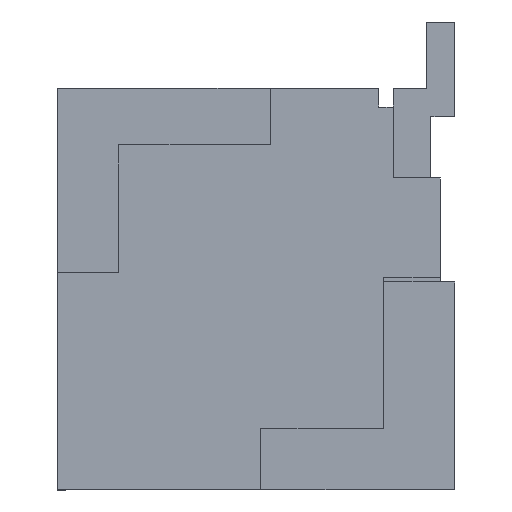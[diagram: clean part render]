
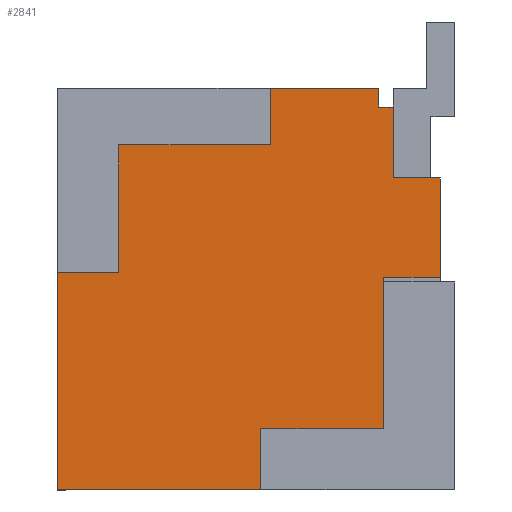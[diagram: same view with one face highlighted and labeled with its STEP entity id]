
A CAD part, left-side view. The second image highlights one B-rep face of the part: STEP entity #2841.
In plain terms, the highlighted planar face has unit normal (-1, 0, 0).
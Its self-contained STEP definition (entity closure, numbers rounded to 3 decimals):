
#25 = CARTESIAN_POINT ( 'NONE',  ( -19.5, 0.425, 0.125 ) ) ;
#31 = CARTESIAN_POINT ( 'NONE',  ( -19.5, 0.475, 3.525 ) ) ;
#171 = DIRECTION ( 'NONE',  ( 0., 1., 0. ) ) ;
#172 = VECTOR ( 'NONE', #171, 1000. ) ;
#173 = CARTESIAN_POINT ( 'NONE',  ( -19.5, 0.325, 3.525 ) ) ;
#174 = LINE ( 'NONE', #173, #172 ) ;
#175 = CARTESIAN_POINT ( 'NONE',  ( -19.5, 0.325, 3.525 ) ) ;
#176 = DIRECTION ( 'NONE',  ( 0., 0., 1. ) ) ;
#177 = VECTOR ( 'NONE', #176, 1000. ) ;
#178 = CARTESIAN_POINT ( 'NONE',  ( -19.5, 0.325, 2.775 ) ) ;
#179 = LINE ( 'NONE', #178, #177 ) ;
#384 = DIRECTION ( 'NONE',  ( 0., 0., 1. ) ) ;
#385 = VECTOR ( 'NONE', #384, 1000. ) ;
#386 = CARTESIAN_POINT ( 'NONE',  ( -19.5, 1.725, -0.525 ) ) ;
#387 = LINE ( 'NONE', #386, #385 ) ;
#423 = DIRECTION ( 'NONE',  ( 0., 0., 1. ) ) ;
#424 = VECTOR ( 'NONE', #423, 1000. ) ;
#425 = CARTESIAN_POINT ( 'NONE',  ( -19.5, -0.175, 3.725 ) ) ;
#426 = LINE ( 'NONE', #425, #424 ) ;
#427 = CARTESIAN_POINT ( 'NONE',  ( -19.5, -0.175, 1.725 ) ) ;
#434 = CARTESIAN_POINT ( 'NONE',  ( -19.5, 3.225, 1.775 ) ) ;
#435 = DIRECTION ( 'NONE',  ( 0., 0., -1. ) ) ;
#436 = VECTOR ( 'NONE', #435, 1000. ) ;
#437 = CARTESIAN_POINT ( 'NONE',  ( -19.5, 3.225, 1.775 ) ) ;
#438 = LINE ( 'NONE', #437, #436 ) ;
#439 = DIRECTION ( 'NONE',  ( 0., 1., 0. ) ) ;
#440 = VECTOR ( 'NONE', #439, 1000. ) ;
#441 = CARTESIAN_POINT ( 'NONE',  ( -19.5, 3.225, 3.125 ) ) ;
#442 = LINE ( 'NONE', #441, #440 ) ;
#443 = CARTESIAN_POINT ( 'NONE',  ( -19.5, 3.875, 1.775 ) ) ;
#444 = DIRECTION ( 'NONE',  ( 0., -1., 0. ) ) ;
#445 = VECTOR ( 'NONE', #444, 1000. ) ;
#446 = CARTESIAN_POINT ( 'NONE',  ( -19.5, 1.725, 0.125 ) ) ;
#447 = LINE ( 'NONE', #446, #445 ) ;
#448 = CARTESIAN_POINT ( 'NONE',  ( -19.5, 0.325, 2.775 ) ) ;
#449 = DIRECTION ( 'NONE',  ( 0., 1., 0. ) ) ;
#450 = VECTOR ( 'NONE', #449, 1000. ) ;
#451 = CARTESIAN_POINT ( 'NONE',  ( -19.5, -0.175, 2.775 ) ) ;
#452 = LINE ( 'NONE', #451, #450 ) ;
#453 = CARTESIAN_POINT ( 'NONE',  ( -19.5, -0.175, 2.775 ) ) ;
#1090 = CARTESIAN_POINT ( 'NONE',  ( -19.5, 1.725, 0.125 ) ) ;
#2651 = ORIENTED_EDGE ( 'NONE', *, *, #2652, .T. ) ;
#2652 = EDGE_CURVE ( 'NONE', #2998, #2653, #7164, .T. ) ;
#2653 = VERTEX_POINT ( 'NONE', #7160 ) ;
#2654 = ORIENTED_EDGE ( 'NONE', *, *, #2655, .T. ) ;
#2655 = EDGE_CURVE ( 'NONE', #2653, #3089, #7159, .T. ) ;
#2656 = ORIENTED_EDGE ( 'NONE', *, *, #2657, .T. ) ;
#2657 = EDGE_CURVE ( 'NONE', #2994, #2658, #7214, .T. ) ;
#2658 = VERTEX_POINT ( 'NONE', #7210 ) ;
#2659 = ORIENTED_EDGE ( 'NONE', *, *, #2660, .F. ) ;
#2660 = EDGE_CURVE ( 'NONE', #2839, #2658, #7208, .T. ) ;
#2664 = EDGE_CURVE ( 'NONE', #3103, #3099, #7261, .T. ) ;
#2665 = ORIENTED_EDGE ( 'NONE', *, *, #2666, .F. ) ;
#2666 = EDGE_CURVE ( 'NONE', #2667, #3099, #7257, .T. ) ;
#2667 = VERTEX_POINT ( 'NONE', #7253 ) ;
#2668 = ORIENTED_EDGE ( 'NONE', *, *, #2669, .T. ) ;
#2669 = EDGE_CURVE ( 'NONE', #2667, #2670, #7252, .T. ) ;
#2670 = VERTEX_POINT ( 'NONE', #7248 ) ;
#2829 = VERTEX_POINT ( 'NONE', #7662 ) ;
#2830 = ORIENTED_EDGE ( 'NONE', *, *, #3100, .T. ) ;
#2831 = VERTEX_POINT ( 'NONE', #7661 ) ;
#2837 = ORIENTED_EDGE ( 'NONE', *, *, #2838, .T. ) ;
#2838 = EDGE_CURVE ( 'NONE', #2839, #2829, #7822, .T. ) ;
#2839 = VERTEX_POINT ( 'NONE', #7818 ) ;
#2841 = ADVANCED_FACE ( 'NONE', ( #7973 ), #7976, .F. ) ;
#2842 = EDGE_LOOP ( 'NONE', ( #2837, #2830, #3101, #3098, #2665, #2668, #3107, #2905, #2651, #2654, #3090, #3093, #3096, #2992, #2656, #2659 ) ) ;
#2905 = ORIENTED_EDGE ( 'NONE', *, *, #3097, .T. ) ;
#2948 = VERTEX_POINT ( 'NONE', #1090 ) ;
#2990 = EDGE_CURVE ( 'NONE', #3095, #2991, #179, .T. ) ;
#2991 = VERTEX_POINT ( 'NONE', #175 ) ;
#2992 = ORIENTED_EDGE ( 'NONE', *, *, #2993, .T. ) ;
#2993 = EDGE_CURVE ( 'NONE', #2991, #2994, #174, .T. ) ;
#2994 = VERTEX_POINT ( 'NONE', #31 ) ;
#2998 = VERTEX_POINT ( 'NONE', #25 ) ;
#3089 = VERTEX_POINT ( 'NONE', #427 ) ;
#3090 = ORIENTED_EDGE ( 'NONE', *, *, #3091, .T. ) ;
#3091 = EDGE_CURVE ( 'NONE', #3089, #3092, #426, .T. ) ;
#3092 = VERTEX_POINT ( 'NONE', #453 ) ;
#3093 = ORIENTED_EDGE ( 'NONE', *, *, #3094, .T. ) ;
#3094 = EDGE_CURVE ( 'NONE', #3092, #3095, #452, .T. ) ;
#3095 = VERTEX_POINT ( 'NONE', #448 ) ;
#3096 = ORIENTED_EDGE ( 'NONE', *, *, #2990, .T. ) ;
#3097 = EDGE_CURVE ( 'NONE', #2948, #2998, #447, .T. ) ;
#3098 = ORIENTED_EDGE ( 'NONE', *, *, #2664, .T. ) ;
#3099 = VERTEX_POINT ( 'NONE', #443 ) ;
#3100 = EDGE_CURVE ( 'NONE', #2829, #2831, #442, .T. ) ;
#3101 = ORIENTED_EDGE ( 'NONE', *, *, #3102, .T. ) ;
#3102 = EDGE_CURVE ( 'NONE', #2831, #3103, #438, .T. ) ;
#3103 = VERTEX_POINT ( 'NONE', #434 ) ;
#3107 = ORIENTED_EDGE ( 'NONE', *, *, #3108, .T. ) ;
#3108 = EDGE_CURVE ( 'NONE', #2670, #2948, #387, .T. ) ;
#7156 = DIRECTION ( 'NONE',  ( 0., -1., 0. ) ) ;
#7157 = VECTOR ( 'NONE', #7156, 1000. ) ;
#7158 = CARTESIAN_POINT ( 'NONE',  ( -19.5, 0.425, 1.725 ) ) ;
#7159 = LINE ( 'NONE', #7158, #7157 ) ;
#7160 = CARTESIAN_POINT ( 'NONE',  ( -19.5, 0.425, 1.725 ) ) ;
#7161 = DIRECTION ( 'NONE',  ( 0., 0., 1. ) ) ;
#7162 = VECTOR ( 'NONE', #7161, 1000. ) ;
#7163 = CARTESIAN_POINT ( 'NONE',  ( -19.5, 0.425, 0.125 ) ) ;
#7164 = LINE ( 'NONE', #7163, #7162 ) ;
#7205 = DIRECTION ( 'NONE',  ( 0., -1., 0. ) ) ;
#7206 = VECTOR ( 'NONE', #7205, 1000. ) ;
#7207 = CARTESIAN_POINT ( 'NONE',  ( -19.5, 3.875, 3.725 ) ) ;
#7208 = LINE ( 'NONE', #7207, #7206 ) ;
#7210 = CARTESIAN_POINT ( 'NONE',  ( -19.5, 0.475, 3.725 ) ) ;
#7211 = DIRECTION ( 'NONE',  ( 0., 0., 1. ) ) ;
#7212 = VECTOR ( 'NONE', #7211, 1000. ) ;
#7213 = CARTESIAN_POINT ( 'NONE',  ( -19.5, 0.475, 3.525 ) ) ;
#7214 = LINE ( 'NONE', #7213, #7212 ) ;
#7248 = CARTESIAN_POINT ( 'NONE',  ( -19.5, 1.725, -0.525 ) ) ;
#7249 = DIRECTION ( 'NONE',  ( 0., -1., 0. ) ) ;
#7250 = VECTOR ( 'NONE', #7249, 1000. ) ;
#7251 = CARTESIAN_POINT ( 'NONE',  ( -19.5, 3.875, -0.525 ) ) ;
#7252 = LINE ( 'NONE', #7251, #7250 ) ;
#7253 = CARTESIAN_POINT ( 'NONE',  ( -19.5, 3.875, -0.525 ) ) ;
#7254 = DIRECTION ( 'NONE',  ( 0., 0., 1. ) ) ;
#7255 = VECTOR ( 'NONE', #7254, 1000. ) ;
#7256 = CARTESIAN_POINT ( 'NONE',  ( -19.5, 3.875, 3.725 ) ) ;
#7257 = LINE ( 'NONE', #7256, #7255 ) ;
#7258 = DIRECTION ( 'NONE',  ( 0., 1., 0. ) ) ;
#7259 = VECTOR ( 'NONE', #7258, 1000. ) ;
#7260 = CARTESIAN_POINT ( 'NONE',  ( -19.5, 3.875, 1.775 ) ) ;
#7261 = LINE ( 'NONE', #7260, #7259 ) ;
#7661 = CARTESIAN_POINT ( 'NONE',  ( -19.5, 3.225, 3.125 ) ) ;
#7662 = CARTESIAN_POINT ( 'NONE',  ( -19.5, 1.625, 3.125 ) ) ;
#7818 = CARTESIAN_POINT ( 'NONE',  ( -19.5, 1.625, 3.725 ) ) ;
#7819 = DIRECTION ( 'NONE',  ( 0., 0., -1. ) ) ;
#7820 = VECTOR ( 'NONE', #7819, 1000. ) ;
#7821 = CARTESIAN_POINT ( 'NONE',  ( -19.5, 1.625, 3.125 ) ) ;
#7822 = LINE ( 'NONE', #7821, #7820 ) ;
#7864 = DIRECTION ( 'NONE',  ( 0., -1., 0. ) ) ;
#7865 = DIRECTION ( 'NONE',  ( 1., 0., 0. ) ) ;
#7866 = CARTESIAN_POINT ( 'NONE',  ( -19.5, 3.875, 3.725 ) ) ;
#7867 = AXIS2_PLACEMENT_3D ( 'NONE', #7866, #7865, #7864 ) ;
#7973 = FACE_OUTER_BOUND ( 'NONE', #2842, .T. ) ;
#7976 = PLANE ( 'NONE',  #7867 ) ;
